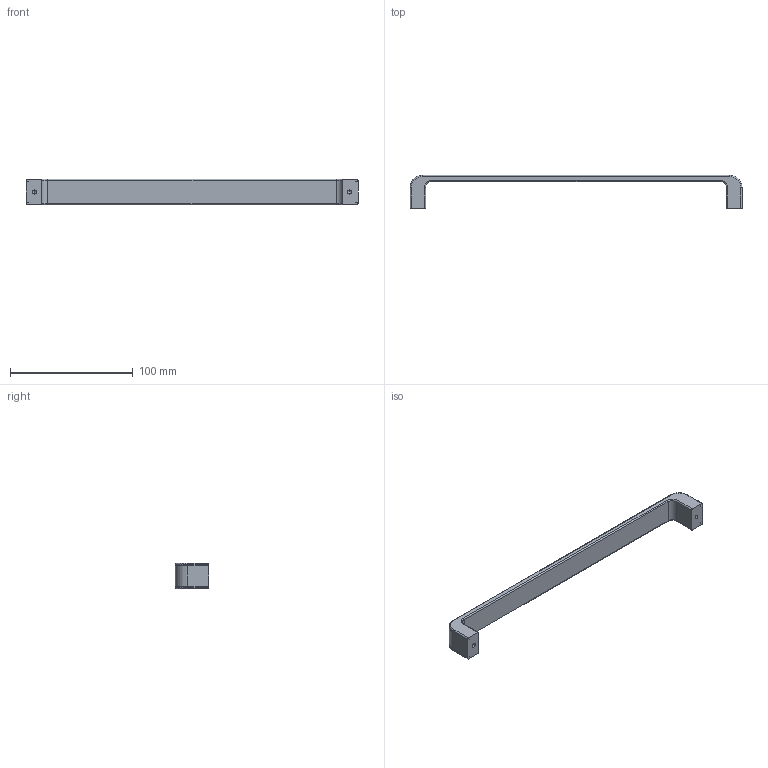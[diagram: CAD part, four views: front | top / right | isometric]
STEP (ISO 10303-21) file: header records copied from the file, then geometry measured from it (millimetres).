
FILE_DESCRIPTION (( 'STEP AP214' ), '1' );
FILE_NAME ('F001720,F001723_3D.step', '2022-07-07T08:13:20', ( '' ), ( '' ), 'SwSTEP 2.0', 'SolidWorks 2020', '' );
FILE_SCHEMA (( 'AUTOMOTIVE_DESIGN' ));
Length unit declared in the file: millimetre
Products named in the file (1): F001720,F001723_3D
Bounding box: 270 x 27.05 x 21 mm (x, y, z)
Volume: 38784.6 mm3; surface area: 19034.2 mm2
Topology: 1 solids, 1 shells, 82 faces, 188 edges, 106 vertices
Faces by surface type: plane 42, cylinder 28, torus 8, cone 4
Entity records: 2310 total; most frequent: DIRECTION 414, CARTESIAN_POINT 373, ORIENTED_EDGE 368, EDGE_CURVE 184, AXIS2_PLACEMENT_3D 147, LINE 120, VECTOR 120, VERTEX_POINT 106
